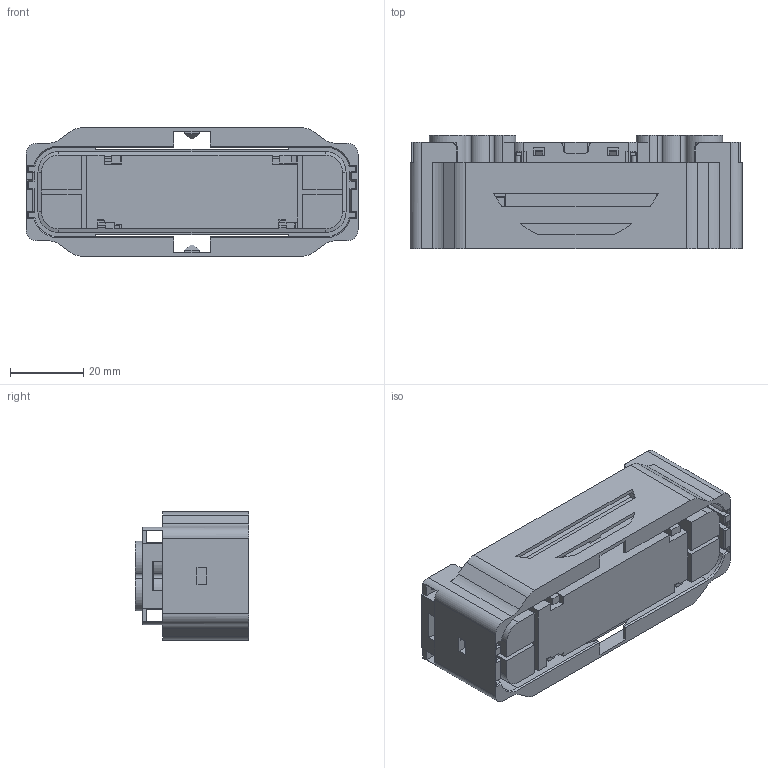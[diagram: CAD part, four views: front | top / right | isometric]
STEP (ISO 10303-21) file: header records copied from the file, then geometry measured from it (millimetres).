
FILE_DESCRIPTION(/* description */ (''),/* implementation_level */ '2;1');
FILE_NAME(/* name */ '33201380-ENV10_01-CONN.stp',/* time_stamp */ '2023-07-13T09:43:46+08:00',/* author */ (''),/* organization */ (''),/* preprocessor_version */ 'ST-DEVELOPER v16',/* originating_system */ 'SIEMENS PLM Software NX 11.0',/* authorisation */ '');
FILE_SCHEMA (('AUTOMOTIVE_DESIGN { 1 0 10303 214 3 1 1 1 }'));
Length unit declared in the file: millimetre
Products named in the file (1): 33201380-ENV10_01-CONN
Bounding box: 90.5 x 31 x 35 mm (x, y, z)
Volume: 59902.4 mm3; surface area: 27360.6 mm2
Topology: 1 solids, 2 shells, 581 faces, 1683 edges, 1097 vertices
Faces by surface type: plane 449, cylinder 116, cone 16
Entity records: 19017 total; most frequent: CARTESIAN_POINT 3386, ORIENTED_EDGE 3366, DIRECTION 3113, EDGE_CURVE 1683, LINE 1401, VECTOR 1401, VERTEX_POINT 1097, AXIS2_PLACEMENT_3D 856
